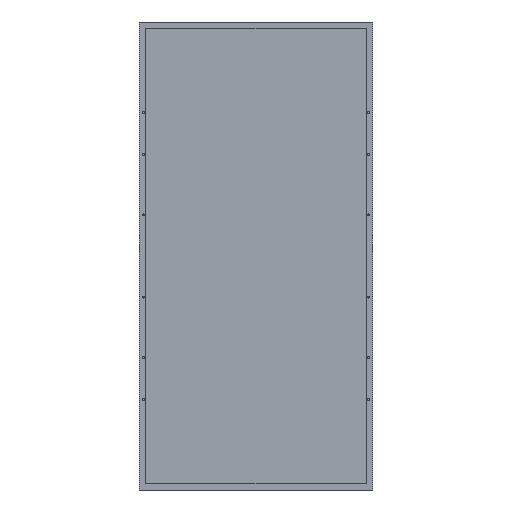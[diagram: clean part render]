
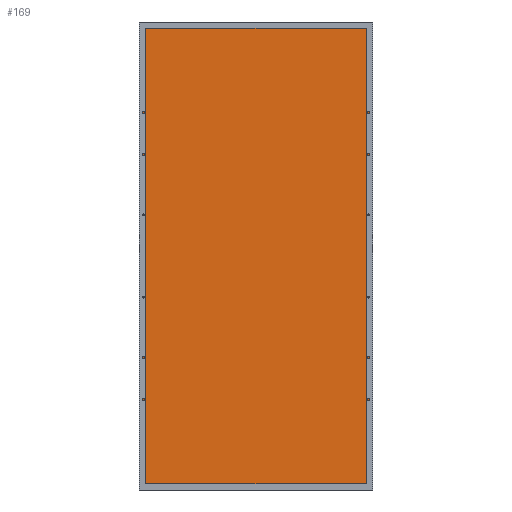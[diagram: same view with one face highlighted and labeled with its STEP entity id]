
A CAD part, front view. The second image highlights one B-rep face of the part: STEP entity #169.
In plain terms, the highlighted free-form (B-spline) face has degree [1, 1] with [2, 2] control points.
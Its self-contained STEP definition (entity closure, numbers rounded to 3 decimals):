
#169 = ADVANCED_FACE('',(#170),#200,.T.);
#170 = FACE_BOUND('',#171,.T.);
#171 = EDGE_LOOP('',(#172,#181,#188,#195));
#172 = ORIENTED_EDGE('',*,*,#173,.T.);
#173 = EDGE_CURVE('',#174,#176,#178,.T.);
#174 = VERTEX_POINT('',#175);
#175 = CARTESIAN_POINT('',(605.876,-3.257,
    1226.953));
#176 = VERTEX_POINT('',#177);
#177 = CARTESIAN_POINT('',(605.876,-3.257,
    -1226.953));
#178 = B_SPLINE_CURVE_WITH_KNOTS('',1,(#179,#180),.UNSPECIFIED.,.F.,.F.,
  (2,2),(0.,2260.),.PIECEWISE_BEZIER_KNOTS.);
#179 = CARTESIAN_POINT('',(605.876,-3.257,
    1226.953));
#180 = CARTESIAN_POINT('',(605.876,-3.257,
    -1226.953));
#181 = ORIENTED_EDGE('',*,*,#182,.T.);
#182 = EDGE_CURVE('',#176,#183,#185,.T.);
#183 = VERTEX_POINT('',#184);
#184 = CARTESIAN_POINT('',(-605.876,-3.257,
    -1226.953));
#185 = B_SPLINE_CURVE_WITH_KNOTS('',1,(#186,#187),.UNSPECIFIED.,.F.,.F.,
  (2,2),(0.,1116.),.PIECEWISE_BEZIER_KNOTS.);
#186 = CARTESIAN_POINT('',(605.876,-3.257,
    -1226.953));
#187 = CARTESIAN_POINT('',(-605.876,-3.257,
    -1226.953));
#188 = ORIENTED_EDGE('',*,*,#189,.T.);
#189 = EDGE_CURVE('',#183,#190,#192,.T.);
#190 = VERTEX_POINT('',#191);
#191 = CARTESIAN_POINT('',(-605.876,-3.257,
    1226.953));
#192 = B_SPLINE_CURVE_WITH_KNOTS('',1,(#193,#194),.UNSPECIFIED.,.F.,.F.,
  (2,2),(0.,2260.),.PIECEWISE_BEZIER_KNOTS.);
#193 = CARTESIAN_POINT('',(-605.876,-3.257,
    -1226.953));
#194 = CARTESIAN_POINT('',(-605.876,-3.257,
    1226.953));
#195 = ORIENTED_EDGE('',*,*,#196,.T.);
#196 = EDGE_CURVE('',#190,#174,#197,.T.);
#197 = B_SPLINE_CURVE_WITH_KNOTS('',1,(#198,#199),.UNSPECIFIED.,.F.,.F.,
  (2,2),(0.,1116.),.PIECEWISE_BEZIER_KNOTS.);
#198 = CARTESIAN_POINT('',(-605.876,-3.257,
    1226.953));
#199 = CARTESIAN_POINT('',(605.876,-3.257,
    1226.953));
#200 = B_SPLINE_SURFACE_WITH_KNOTS('',1,1,(
    (#201,#202)
    ,(#203,#204)),.UNSPECIFIED.,.F.,.F.,.F.,(2,2),(2,2),(0.,1.),(0.,1.),
  .PIECEWISE_BEZIER_KNOTS.);
#201 = CARTESIAN_POINT('',(-605.876,-3.257,
    -1226.953));
#202 = CARTESIAN_POINT('',(605.876,-3.257,
    -1226.953));
#203 = CARTESIAN_POINT('',(-605.876,-3.257,
    1226.953));
#204 = CARTESIAN_POINT('',(605.876,-3.257,
    1226.953));
